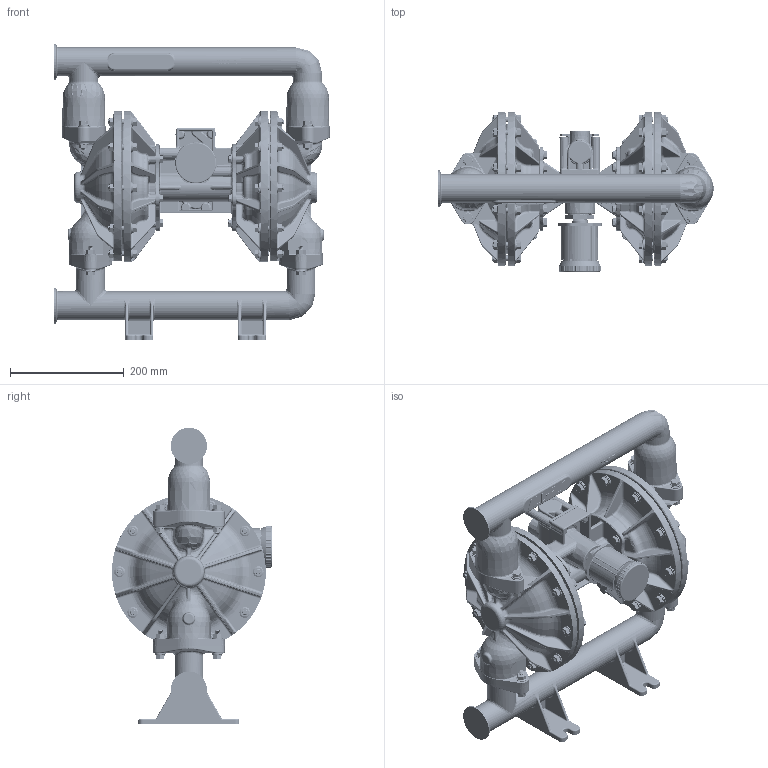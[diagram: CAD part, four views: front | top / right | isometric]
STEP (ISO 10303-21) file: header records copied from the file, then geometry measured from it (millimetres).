
FILE_DESCRIPTION((''),'2;1');
FILE_NAME('F150WEBSITESTEP','2018-03-06T16:42:07',('cstanko'),(''),'CREO PARAMETRIC BY PTC INC, 2017110','CREO PARAMETRIC BY PTC INC, 2017110','');
FILE_SCHEMA(('CONFIG_CONTROL_DESIGN'));
Length unit declared in the file: inch
Products named in the file (1): F150WEBSITESTEP
Bounding box: 484.57 x 281.94 x 522.17 mm (x, y, z)
Surface area: 1306785.8 mm2 (no closed solid volume)
Topology: 0 solids, 270 shells, 5632 faces, 15712 edges, 10157 vertices
Faces by surface type: bspline 1635, cylinder 1295, plane 1261, cone 762, torus 635, sphere 44
Entity records: 357389 total; most frequent: CARTESIAN_POINT 232893, ORIENTED_EDGE 27894, DIRECTION 20998, EDGE_CURVE 15665, VERTEX_POINT 10157, AXIS2_PLACEMENT_3D 8313, B_SPLINE_CURVE_WITH_KNOTS 6977, EDGE_LOOP 5632
